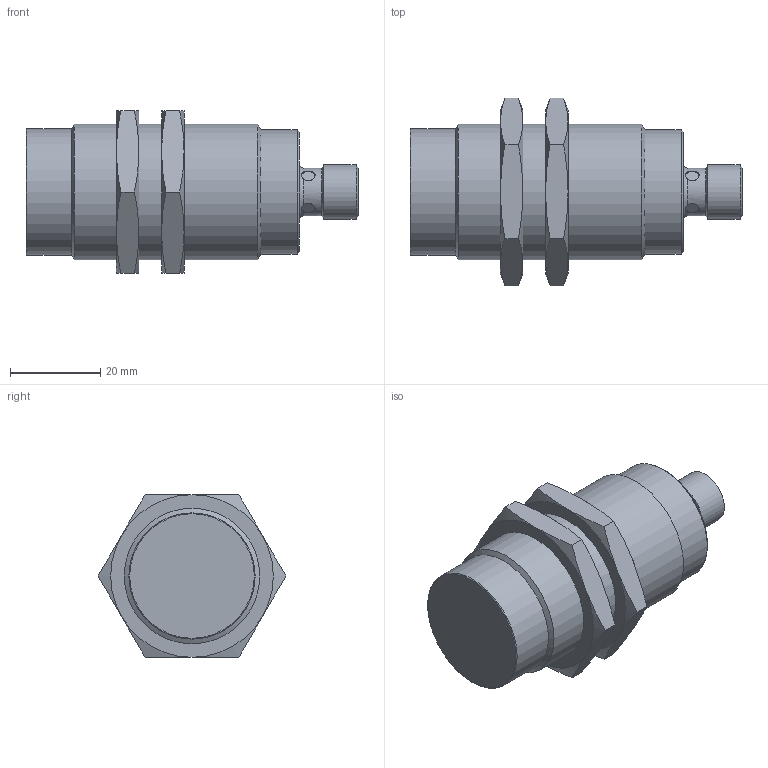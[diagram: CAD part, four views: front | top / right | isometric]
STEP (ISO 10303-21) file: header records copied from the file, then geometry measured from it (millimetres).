
FILE_DESCRIPTION( ( 'STEP AP203' ), '1' );
FILE_NAME( 'DW-AS-513-M30-002.stp', '2020-11-02T10:31:03', ( 'License CC BY-ND 4.0' ), ( 'CADENAS' ), ' ', 'PARTsolutions', ' ' );
FILE_SCHEMA( ( 'CONFIG_CONTROL_DESIGN' ) );
Length unit declared in the file: millimetre
Products named in the file (1): _DW-AS-513-M30-002
Bounding box: 73.5 x 41.57 x 36 mm (x, y, z)
Volume: 45660.7 mm3; surface area: 9572 mm2
Topology: 1 solids, 1 shells, 103 faces, 243 edges, 150 vertices
Faces by surface type: plane 45, cone 31, cylinder 20, sphere 5, torus 2
Full cylindrical faces by diameter (mm): 1 x4, 2.4 x1, 3 x4, 8.5 x1, 10.55 x1, 12 x1, 27.3 x1, 27.5 x1, 27.975 x1, 30 x3
Entity records: 2968 total; most frequent: CARTESIAN_POINT 851, DIRECTION 418, ORIENTED_EDGE 386, EDGE_CURVE 193, AXIS2_PLACEMENT_3D 178, EDGE_LOOP 143, VERTEX_POINT 137, FACE_OUTER_BOUND 123
